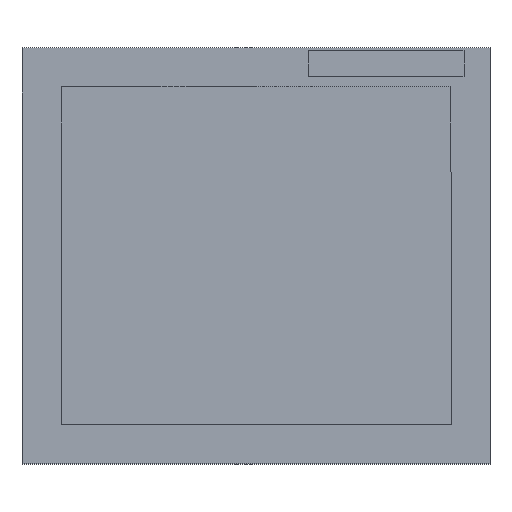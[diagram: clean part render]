
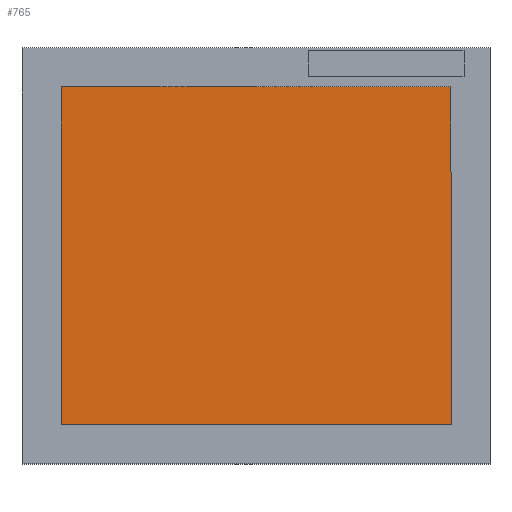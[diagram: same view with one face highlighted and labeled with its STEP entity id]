
A CAD part, top view. The second image highlights one B-rep face of the part: STEP entity #765.
In plain terms, the highlighted planar face has unit normal (0, 0, 1).
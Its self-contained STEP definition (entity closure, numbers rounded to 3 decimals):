
#24 = CARTESIAN_POINT ( 'NONE',  ( -0.75, -0.65, 0.495 ) ) ;
#38 = EDGE_CURVE ( 'NONE', #866, #2516, #1147, .T. ) ;
#70 = DIRECTION ( 'NONE',  ( 0., 0., 1. ) ) ;
#72 = VECTOR ( 'NONE', #925, 1000. ) ;
#190 = LINE ( 'NONE', #878, #72 ) ;
#221 = ORIENTED_EDGE ( 'NONE', *, *, #38, .T. ) ;
#232 = CARTESIAN_POINT ( 'NONE',  ( 0.75, 0., 0.495 ) ) ;
#539 = CARTESIAN_POINT ( 'NONE',  ( 0.75, -0.65, 0.495 ) ) ;
#555 = ORIENTED_EDGE ( 'NONE', *, *, #1066, .T. ) ;
#732 = CARTESIAN_POINT ( 'NONE',  ( -0.75, 0., 0.495 ) ) ;
#765 = ADVANCED_FACE ( 'NONE', ( #2559 ), #1537, .T. ) ;
#866 = VERTEX_POINT ( 'NONE', #24 ) ;
#878 = CARTESIAN_POINT ( 'NONE',  ( 0., 0.65, 0.495 ) ) ;
#925 = DIRECTION ( 'NONE',  ( -1., 0., 0. ) ) ;
#928 = DIRECTION ( 'NONE',  ( 1., 0., 0. ) ) ;
#1066 = EDGE_CURVE ( 'NONE', #2051, #2912, #190, .T. ) ;
#1147 = LINE ( 'NONE', #1680, #1636 ) ;
#1273 = ORIENTED_EDGE ( 'NONE', *, *, #1627, .T. ) ;
#1537 = PLANE ( 'NONE',  #2023 ) ;
#1627 = EDGE_CURVE ( 'NONE', #2516, #2051, #2293, .T. ) ;
#1636 = VECTOR ( 'NONE', #928, 1000. ) ;
#1680 = CARTESIAN_POINT ( 'NONE',  ( 0., -0.65, 0.495 ) ) ;
#2007 = DIRECTION ( 'NONE',  ( 0., 1., 0. ) ) ;
#2023 = AXIS2_PLACEMENT_3D ( 'NONE', #2347, #70, #3086 ) ;
#2051 = VERTEX_POINT ( 'NONE', #3186 ) ;
#2264 = DIRECTION ( 'NONE',  ( 0., -1., 0. ) ) ;
#2286 = VECTOR ( 'NONE', #2007, 1000. ) ;
#2293 = LINE ( 'NONE', #232, #2286 ) ;
#2309 = EDGE_LOOP ( 'NONE', ( #1273, #555, #2648, #221 ) ) ;
#2347 = CARTESIAN_POINT ( 'NONE',  ( 0., 0., 0.495 ) ) ;
#2484 = VECTOR ( 'NONE', #2264, 1000. ) ;
#2516 = VERTEX_POINT ( 'NONE', #539 ) ;
#2559 = FACE_OUTER_BOUND ( 'NONE', #2309, .T. ) ;
#2581 = CARTESIAN_POINT ( 'NONE',  ( -0.75, 0.65, 0.495 ) ) ;
#2648 = ORIENTED_EDGE ( 'NONE', *, *, #2852, .T. ) ;
#2852 = EDGE_CURVE ( 'NONE', #2912, #866, #2972, .T. ) ;
#2912 = VERTEX_POINT ( 'NONE', #2581 ) ;
#2972 = LINE ( 'NONE', #732, #2484 ) ;
#3086 = DIRECTION ( 'NONE',  ( 1., 0., 0. ) ) ;
#3186 = CARTESIAN_POINT ( 'NONE',  ( 0.75, 0.65, 0.495 ) ) ;
